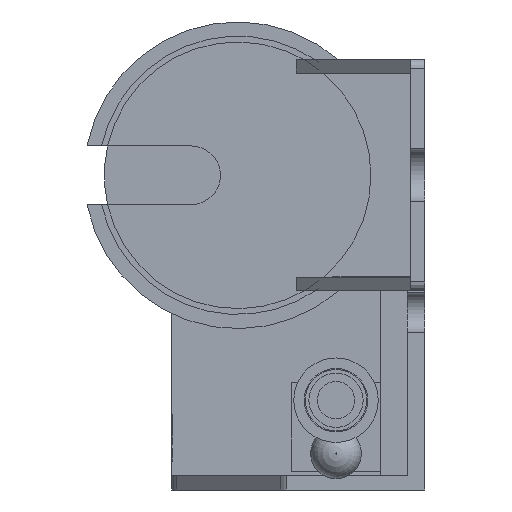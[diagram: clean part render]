
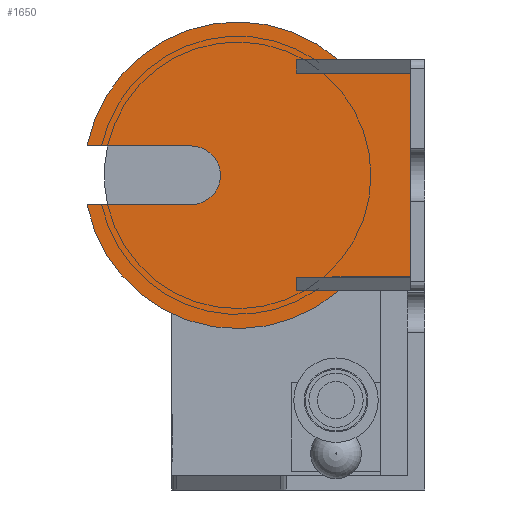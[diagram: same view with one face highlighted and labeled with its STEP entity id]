
A CAD part, left-side view. The second image highlights one B-rep face of the part: STEP entity #1650.
In plain terms, the highlighted planar face has unit normal (-1, 0, 0).
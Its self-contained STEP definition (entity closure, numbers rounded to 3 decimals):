
#46 = DIRECTION ( 'NONE',  ( 0., 0., 1. ) ) ;
#168 = CARTESIAN_POINT ( 'NONE',  ( -683.2, 2.819, 15.4 ) ) ;
#248 = VERTEX_POINT ( 'NONE', #4617 ) ;
#315 = ORIENTED_EDGE ( 'NONE', *, *, #3442, .T. ) ;
#395 = CARTESIAN_POINT ( 'NONE',  ( -683.2, 12.05, 15.4 ) ) ;
#441 = CARTESIAN_POINT ( 'NONE',  ( -683.2, 12.05, 18.7 ) ) ;
#560 = CARTESIAN_POINT ( 'NONE',  ( -683.2, 0.25, 28.4 ) ) ;
#661 = VECTOR ( 'NONE', #2556, 1000. ) ;
#702 = DIRECTION ( 'NONE',  ( 0., 1., 0. ) ) ;
#822 = DIRECTION ( 'NONE',  ( 0., 0., -1. ) ) ;
#829 = VERTEX_POINT ( 'NONE', #4476 ) ;
#844 = ORIENTED_EDGE ( 'NONE', *, *, #4286, .F. ) ;
#943 = DIRECTION ( 'NONE',  ( 0., 0., 1. ) ) ;
#1088 = DIRECTION ( 'NONE',  ( 0., 0., 1. ) ) ;
#1124 = CARTESIAN_POINT ( 'NONE',  ( -683.2, 12.05, 12.1 ) ) ;
#1169 = VERTEX_POINT ( 'NONE', #1453 ) ;
#1175 = EDGE_CURVE ( 'NONE', #5742, #6013, #5648, .T. ) ;
#1301 = VECTOR ( 'NONE', #46, 1000. ) ;
#1310 = ORIENTED_EDGE ( 'NONE', *, *, #5070, .T. ) ;
#1379 = LINE ( 'NONE', #6018, #1301 ) ;
#1453 = CARTESIAN_POINT ( 'NONE',  ( -683.2, 0.25, 28.4 ) ) ;
#1491 = VERTEX_POINT ( 'NONE', #1752 ) ;
#1633 = CIRCLE ( 'NONE', #4568, 17.25 ) ;
#1650 = ADVANCED_FACE ( 'NONE', ( #3401 ), #3669, .T. ) ;
#1701 = VECTOR ( 'NONE', #6367, 1000. ) ;
#1752 = CARTESIAN_POINT ( 'NONE',  ( -683.2, -12.65, 15.4 ) ) ;
#1799 = CARTESIAN_POINT ( 'NONE',  ( -683.2, -4.52, 28.4 ) ) ;
#1871 = VECTOR ( 'NONE', #5459, 1000. ) ;
#1890 = LINE ( 'NONE', #560, #1871 ) ;
#1913 = ORIENTED_EDGE ( 'NONE', *, *, #2608, .T. ) ;
#2001 = VERTEX_POINT ( 'NONE', #5519 ) ;
#2063 = AXIS2_PLACEMENT_3D ( 'NONE', #2993, #6703, #3529 ) ;
#2171 = CARTESIAN_POINT ( 'NONE',  ( -683.2, 23.75, 18.7 ) ) ;
#2307 = DIRECTION ( 'NONE',  ( 0., 0., -1. ) ) ;
#2556 = DIRECTION ( 'NONE',  ( 0., 0., 1. ) ) ;
#2608 = EDGE_CURVE ( 'NONE', #248, #2001, #5557, .T. ) ;
#2851 = VERTEX_POINT ( 'NONE', #3531 ) ;
#2897 = EDGE_LOOP ( 'NONE', ( #315, #1310, #1913, #6502, #6346, #4528, #3004, #4729, #3015, #3860, #3802, #4549, #844 ) ) ;
#2993 = CARTESIAN_POINT ( 'NONE',  ( -683.2, 6.819, 15.4 ) ) ;
#3004 = ORIENTED_EDGE ( 'NONE', *, *, #6372, .F. ) ;
#3015 = ORIENTED_EDGE ( 'NONE', *, *, #5485, .F. ) ;
#3017 = DIRECTION ( 'NONE',  ( 0., 0., 1. ) ) ;
#3129 = CARTESIAN_POINT ( 'NONE',  ( -683.2, 0.25, 3.9 ) ) ;
#3209 = CARTESIAN_POINT ( 'NONE',  ( -683.2, 0.25, 26.9 ) ) ;
#3337 = EDGE_CURVE ( 'NONE', #5434, #1169, #1890, .T. ) ;
#3367 = VERTEX_POINT ( 'NONE', #3800 ) ;
#3382 = EDGE_CURVE ( 'NONE', #3367, #2851, #1633, .T. ) ;
#3401 = FACE_OUTER_BOUND ( 'NONE', #2897, .T. ) ;
#3442 = EDGE_CURVE ( 'NONE', #829, #1491, #1379, .T. ) ;
#3529 = DIRECTION ( 'NONE',  ( 0., 0., -1. ) ) ;
#3531 = CARTESIAN_POINT ( 'NONE',  ( -683.2, 23.75, 12.1 ) ) ;
#3541 = DIRECTION ( 'NONE',  ( -1., 0., 0. ) ) ;
#3669 = PLANE ( 'NONE',  #5492 ) ;
#3758 = CARTESIAN_POINT ( 'NONE',  ( -683.2, 36.087, 18.7 ) ) ;
#3800 = CARTESIAN_POINT ( 'NONE',  ( -683.2, -4.52, 2.4 ) ) ;
#3802 = ORIENTED_EDGE ( 'NONE', *, *, #5889, .T. ) ;
#3860 = ORIENTED_EDGE ( 'NONE', *, *, #3382, .F. ) ;
#3901 = CARTESIAN_POINT ( 'NONE',  ( -683.2, 0.25, 2.4 ) ) ;
#3984 = VECTOR ( 'NONE', #6440, 1000. ) ;
#4000 = CARTESIAN_POINT ( 'NONE',  ( -683.2, 0.25, 2.4 ) ) ;
#4077 = CIRCLE ( 'NONE', #2063, 17.25 ) ;
#4111 = DIRECTION ( 'NONE',  ( 0., 1., 0. ) ) ;
#4138 = DIRECTION ( 'NONE',  ( -1., 0., 0. ) ) ;
#4145 = LINE ( 'NONE', #3758, #3984 ) ;
#4286 = EDGE_CURVE ( 'NONE', #829, #5742, #5295, .T. ) ;
#4316 = EDGE_CURVE ( 'NONE', #2001, #1169, #5471, .T. ) ;
#4476 = CARTESIAN_POINT ( 'NONE',  ( -683.2, -12.65, 3.9 ) ) ;
#4498 = AXIS2_PLACEMENT_3D ( 'NONE', #395, #4138, #943 ) ;
#4528 = ORIENTED_EDGE ( 'NONE', *, *, #6063, .F. ) ;
#4549 = ORIENTED_EDGE ( 'NONE', *, *, #1175, .F. ) ;
#4568 = AXIS2_PLACEMENT_3D ( 'NONE', #6443, #6816, #2307 ) ;
#4617 = CARTESIAN_POINT ( 'NONE',  ( -683.2, -12.65, 26.9 ) ) ;
#4729 = ORIENTED_EDGE ( 'NONE', *, *, #5628, .F. ) ;
#4753 = LINE ( 'NONE', #5749, #661 ) ;
#4770 = VERTEX_POINT ( 'NONE', #2171 ) ;
#4919 = VECTOR ( 'NONE', #5565, 1000. ) ;
#5070 = EDGE_CURVE ( 'NONE', #1491, #248, #4753, .T. ) ;
#5086 = LINE ( 'NONE', #3901, #6489 ) ;
#5202 = CARTESIAN_POINT ( 'NONE',  ( -683.2, 0.25, 26.9 ) ) ;
#5295 = LINE ( 'NONE', #5845, #1701 ) ;
#5434 = VERTEX_POINT ( 'NONE', #1799 ) ;
#5459 = DIRECTION ( 'NONE',  ( 0., 1., 0. ) ) ;
#5471 = LINE ( 'NONE', #3209, #6464 ) ;
#5485 = EDGE_CURVE ( 'NONE', #2851, #5779, #6320, .T. ) ;
#5492 = AXIS2_PLACEMENT_3D ( 'NONE', #168, #3541, #3017 ) ;
#5519 = CARTESIAN_POINT ( 'NONE',  ( -683.2, 0.25, 26.9 ) ) ;
#5557 = LINE ( 'NONE', #5202, #5638 ) ;
#5565 = DIRECTION ( 'NONE',  ( 0., -1., 0. ) ) ;
#5571 = VECTOR ( 'NONE', #822, 1000. ) ;
#5628 = EDGE_CURVE ( 'NONE', #5779, #5706, #6732, .T. ) ;
#5638 = VECTOR ( 'NONE', #4111, 1000. ) ;
#5648 = LINE ( 'NONE', #6866, #5571 ) ;
#5706 = VERTEX_POINT ( 'NONE', #441 ) ;
#5742 = VERTEX_POINT ( 'NONE', #3129 ) ;
#5749 = CARTESIAN_POINT ( 'NONE',  ( -683.2, -12.65, 28.4 ) ) ;
#5779 = VERTEX_POINT ( 'NONE', #1124 ) ;
#5845 = CARTESIAN_POINT ( 'NONE',  ( -683.2, 0.25, 3.9 ) ) ;
#5889 = EDGE_CURVE ( 'NONE', #3367, #6013, #5086, .T. ) ;
#6013 = VERTEX_POINT ( 'NONE', #4000 ) ;
#6018 = CARTESIAN_POINT ( 'NONE',  ( -683.2, -12.65, 28.4 ) ) ;
#6063 = EDGE_CURVE ( 'NONE', #4770, #5434, #4077, .T. ) ;
#6118 = CARTESIAN_POINT ( 'NONE',  ( -683.2, 36.087, 12.1 ) ) ;
#6320 = LINE ( 'NONE', #6118, #4919 ) ;
#6346 = ORIENTED_EDGE ( 'NONE', *, *, #3337, .F. ) ;
#6367 = DIRECTION ( 'NONE',  ( 0., 1., 0. ) ) ;
#6372 = EDGE_CURVE ( 'NONE', #5706, #4770, #4145, .T. ) ;
#6440 = DIRECTION ( 'NONE',  ( 0., 1., 0. ) ) ;
#6443 = CARTESIAN_POINT ( 'NONE',  ( -683.2, 6.819, 15.4 ) ) ;
#6464 = VECTOR ( 'NONE', #1088, 1000. ) ;
#6489 = VECTOR ( 'NONE', #702, 1000. ) ;
#6502 = ORIENTED_EDGE ( 'NONE', *, *, #4316, .T. ) ;
#6703 = DIRECTION ( 'NONE',  ( 1., 0., 0. ) ) ;
#6732 = CIRCLE ( 'NONE', #4498, 3.3 ) ;
#6816 = DIRECTION ( 'NONE',  ( 1., 0., 0. ) ) ;
#6866 = CARTESIAN_POINT ( 'NONE',  ( -683.2, 0.25, 3.9 ) ) ;
